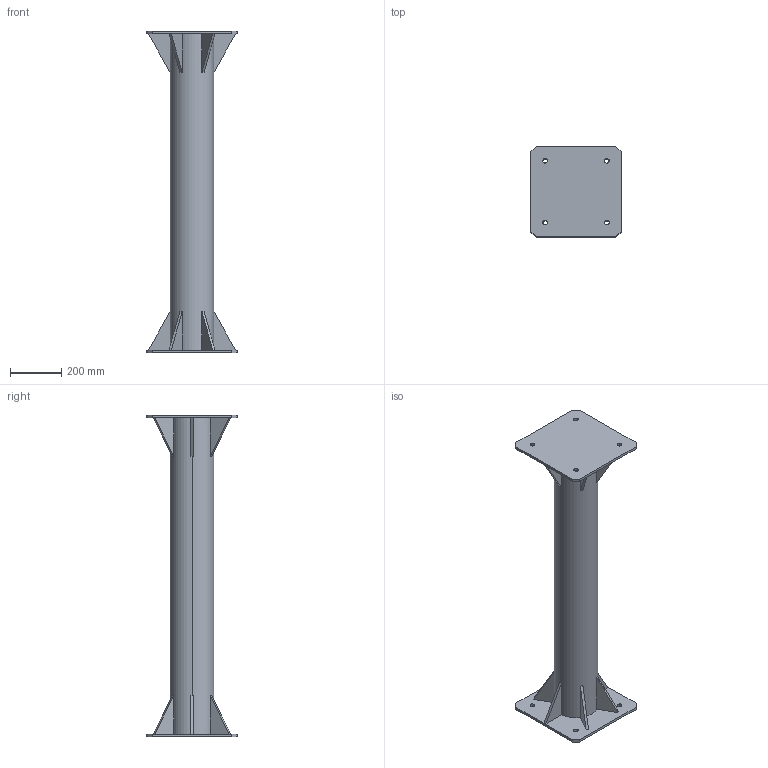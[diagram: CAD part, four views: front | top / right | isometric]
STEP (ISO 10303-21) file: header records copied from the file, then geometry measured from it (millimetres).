
FILE_DESCRIPTION(('CATIA V5 STEP Exchange'),'2;1');
FILE_NAME('21-003 - Support de theodolite.stp','2021-04-20T17:49:49+00:00',('none'),('none'),'CATIA Version 5 Release 20 GA (IN-10)','CATIA V5 STEP AP203','none');
FILE_SCHEMA(('CONFIG_CONTROL_DESIGN'));
Length unit declared in the file: millimetre
Products named in the file (1): 21-003 - Support de théodolite
Bounding box: 350 x 350 x 1250 mm (x, y, z)
Volume: 9362180 mm3; surface area: 1886797.6 mm2
Topology: 1 solids, 2 shells, 78 faces, 248 edges, 176 vertices
Faces by surface type: plane 58, cylinder 20
Entity records: 2680 total; most frequent: CARTESIAN_POINT 572, ORIENTED_EDGE 496, DIRECTION 310, EDGE_CURVE 248, VECTOR 176, LINE 176, VERTEX_POINT 176, EDGE_LOOP 96
